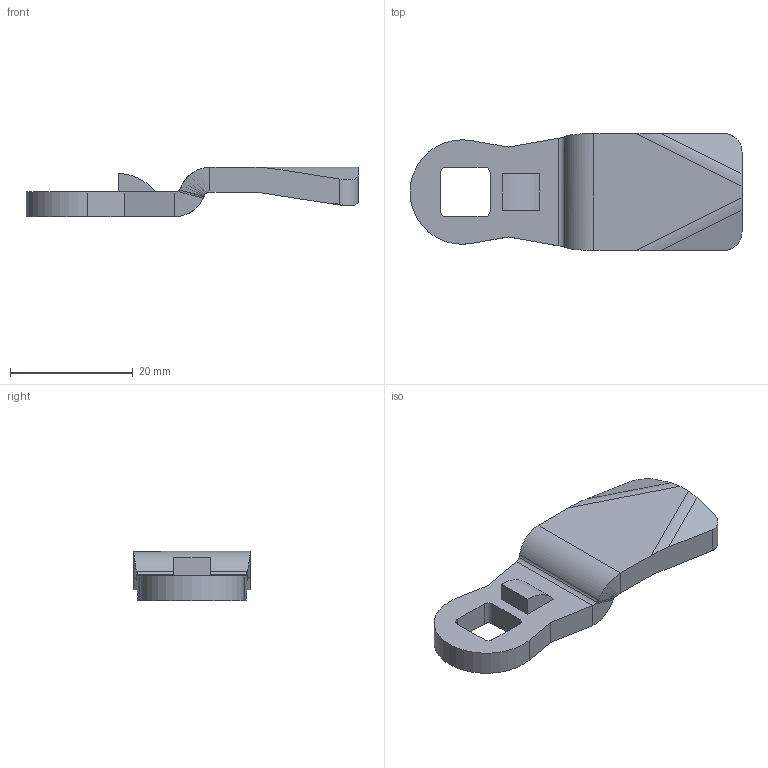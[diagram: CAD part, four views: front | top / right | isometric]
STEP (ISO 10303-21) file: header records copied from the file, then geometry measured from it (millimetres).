
FILE_DESCRIPTION(('STEP AP214'),'1');
FILE_NAME('ME.step','2017-07-19T05:30:08',(' '),(' '),'Spatial InterOp 3D',' ',' ');
FILE_SCHEMA(('automotive_design'));
Length unit declared in the file: millimetre
Products named in the file (1): _145
Bounding box: 54 x 19 x 8 mm (x, y, z)
Volume: 3559.2 mm3; surface area: 2613.5 mm2
Topology: 1 solids, 1 shells, 58 faces, 144 edges, 90 vertices
Faces by surface type: plane 37, cylinder 17, bspline 4
Entity records: 2310 total; most frequent: CARTESIAN_POINT 461, ORIENTED_EDGE 288, DIRECTION 274, EDGE_CURVE 144, LINE 100, VECTOR 100, VERTEX_POINT 90, AXIS2_PLACEMENT_3D 87
